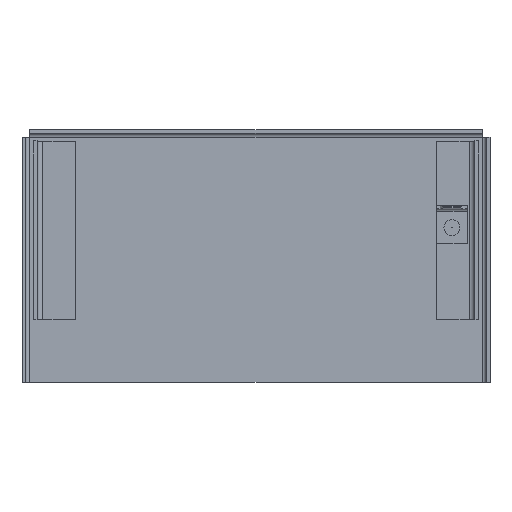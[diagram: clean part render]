
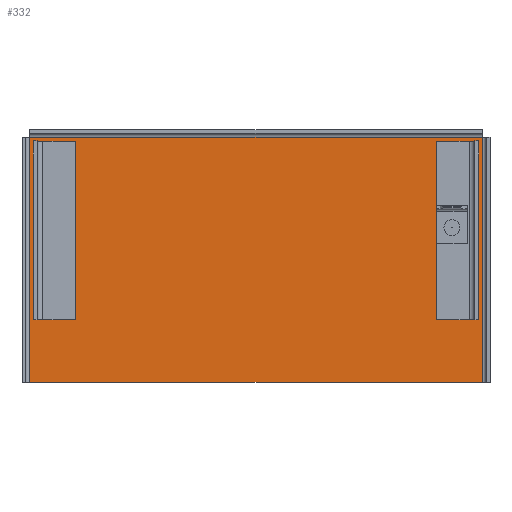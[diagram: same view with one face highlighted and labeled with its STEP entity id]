
A CAD part, top view. The second image highlights one B-rep face of the part: STEP entity #332.
In plain terms, the highlighted planar face has unit normal (0, 0, 1).
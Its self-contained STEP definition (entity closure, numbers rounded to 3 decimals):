
#1=DIRECTION('',(0.,1.,0.));
#2=VECTOR('',#1,64.5);
#3=CARTESIAN_POINT('',(129.8,0.,0.));
#4=LINE('',#3,#2);
#5=DIRECTION('',(1.,0.,0.));
#6=VECTOR('',#5,119.1);
#7=CARTESIAN_POINT('',(10.7,0.,0.));
#8=LINE('',#7,#6);
#9=DIRECTION('',(0.,1.,0.));
#10=VECTOR('',#9,64.5);
#11=CARTESIAN_POINT('',(10.7,0.,0.));
#12=LINE('',#11,#10);
#13=DIRECTION('',(1.,0.,0.));
#14=VECTOR('',#13,119.1);
#15=CARTESIAN_POINT('',(10.7,64.5,0.));
#16=LINE('',#15,#14);
#285=CARTESIAN_POINT('',(10.7,0.,0.));
#286=VERTEX_POINT('',#285);
#291=CARTESIAN_POINT('',(10.7,64.5,0.));
#292=VERTEX_POINT('',#291);
#301=CARTESIAN_POINT('',(129.8,0.,0.));
#302=VERTEX_POINT('',#301);
#307=CARTESIAN_POINT('',(129.8,64.5,0.));
#308=VERTEX_POINT('',#307);
#317=CARTESIAN_POINT('',(0.,0.,0.));
#318=DIRECTION('',(0.,0.,1.));
#319=DIRECTION('',(1.,0.,0.));
#320=AXIS2_PLACEMENT_3D('',#317,#318,#319);
#321=PLANE('',#320);
#323=ORIENTED_EDGE('',*,*,#322,.F.);
#325=ORIENTED_EDGE('',*,*,#324,.F.);
#327=ORIENTED_EDGE('',*,*,#326,.T.);
#329=ORIENTED_EDGE('',*,*,#328,.T.);
#330=EDGE_LOOP('',(#323,#325,#327,#329));
#331=FACE_OUTER_BOUND('',#330,.F.);
#332=ADVANCED_FACE('',(#331),#321,.T.);
#322=EDGE_CURVE('',#302,#308,#4,.T.);
#324=EDGE_CURVE('',#286,#302,#8,.T.);
#326=EDGE_CURVE('',#286,#292,#12,.T.);
#328=EDGE_CURVE('',#292,#308,#16,.T.);
